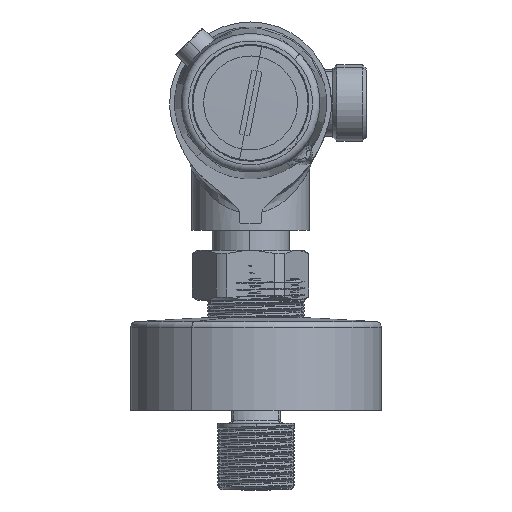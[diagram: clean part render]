
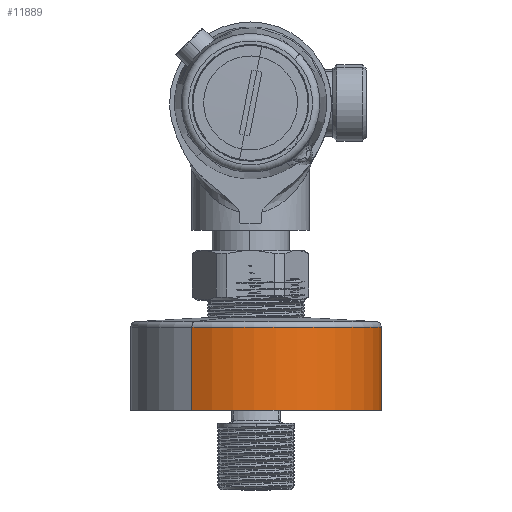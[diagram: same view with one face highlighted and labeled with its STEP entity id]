
A CAD part, left-side view. The second image highlights one B-rep face of the part: STEP entity #11889.
In plain terms, the highlighted cylindrical face has radius 33.75 mm (diameter 67.5 mm), a partial arc.
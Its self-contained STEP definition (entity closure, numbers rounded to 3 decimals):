
#1932 = AXIS2_PLACEMENT_3D ( 'NONE', #33796, #39855, #34178 ) ;
#2215 = VERTEX_POINT ( 'NONE', #54409 ) ;
#2445 = VERTEX_POINT ( 'NONE', #18023 ) ;
#4523 = ORIENTED_EDGE ( 'NONE', *, *, #20768, .F. ) ;
#5403 = DIRECTION ( 'NONE',  ( 0., 0., 1. ) ) ;
#6966 = VERTEX_POINT ( 'NONE', #20428 ) ;
#8026 = VECTOR ( 'NONE', #27911, 1000. ) ;
#10275 = FACE_OUTER_BOUND ( 'NONE', #38829, .T. ) ;
#10928 = CIRCLE ( 'NONE', #1932, 33.75 ) ;
#11889 = ADVANCED_FACE ( 'NONE', ( #10275 ), #22791, .T. ) ;
#13870 = AXIS2_PLACEMENT_3D ( 'NONE', #53123, #34954, #77765 ) ;
#15304 = EDGE_CURVE ( 'NONE', #2215, #6966, #16563, .T. ) ;
#16563 = LINE ( 'NONE', #16971, #8026 ) ;
#16971 = CARTESIAN_POINT ( 'NONE',  ( 43.413, -18.718, -55.32 ) ) ;
#18023 = CARTESIAN_POINT ( 'NONE',  ( -14.59, 15.806, -82.8 ) ) ;
#20428 = CARTESIAN_POINT ( 'NONE',  ( 43.413, -18.718, -60.419 ) ) ;
#20768 = EDGE_CURVE ( 'NONE', #33645, #6966, #10928, .T. ) ;
#22791 = CYLINDRICAL_SURFACE ( 'NONE', #13870, 33.75 ) ;
#25359 = DIRECTION ( 'NONE',  ( 0., 0., 1. ) ) ;
#25544 = ORIENTED_EDGE ( 'NONE', *, *, #31246, .T. ) ;
#26568 = DIRECTION ( 'NONE',  ( -0.859, 0.511, 0. ) ) ;
#27911 = DIRECTION ( 'NONE',  ( 0., 0., 1. ) ) ;
#29011 = EDGE_CURVE ( 'NONE', #2445, #33645, #40997, .T. ) ;
#29763 = AXIS2_PLACEMENT_3D ( 'NONE', #37906, #25359, #26568 ) ;
#31246 = EDGE_CURVE ( 'NONE', #2445, #2215, #65852, .T. ) ;
#33645 = VERTEX_POINT ( 'NONE', #38317 ) ;
#33796 = CARTESIAN_POINT ( 'NONE',  ( 14.412, -1.456, -60.419 ) ) ;
#34178 = DIRECTION ( 'NONE',  ( -0.859, 0.511, 0. ) ) ;
#34954 = DIRECTION ( 'NONE',  ( 0., 0., 1. ) ) ;
#37906 = CARTESIAN_POINT ( 'NONE',  ( 14.412, -1.456, -82.8 ) ) ;
#38317 = CARTESIAN_POINT ( 'NONE',  ( -14.59, 15.806, -60.419 ) ) ;
#38829 = EDGE_LOOP ( 'NONE', ( #25544, #57313, #4523, #63620 ) ) ;
#39855 = DIRECTION ( 'NONE',  ( 0., 0., 1. ) ) ;
#40997 = LINE ( 'NONE', #42188, #78170 ) ;
#42188 = CARTESIAN_POINT ( 'NONE',  ( -14.59, 15.806, -55.32 ) ) ;
#53123 = CARTESIAN_POINT ( 'NONE',  ( 14.412, -1.456, -55.32 ) ) ;
#54409 = CARTESIAN_POINT ( 'NONE',  ( 43.413, -18.718, -82.8 ) ) ;
#57313 = ORIENTED_EDGE ( 'NONE', *, *, #15304, .T. ) ;
#63620 = ORIENTED_EDGE ( 'NONE', *, *, #29011, .F. ) ;
#65852 = CIRCLE ( 'NONE', #29763, 33.75 ) ;
#77765 = DIRECTION ( 'NONE',  ( -0.859, 0.511, 0. ) ) ;
#78170 = VECTOR ( 'NONE', #5403, 1000. ) ;
